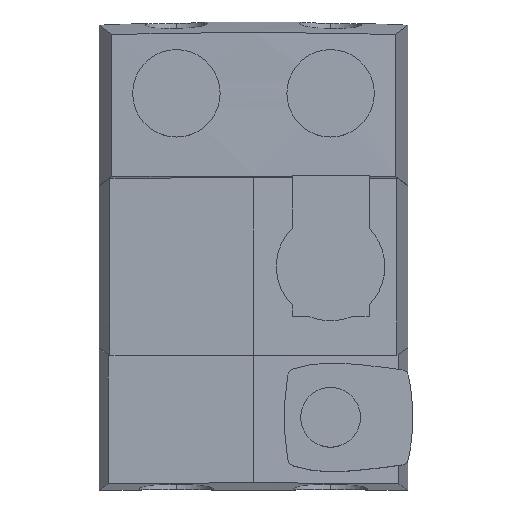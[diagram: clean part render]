
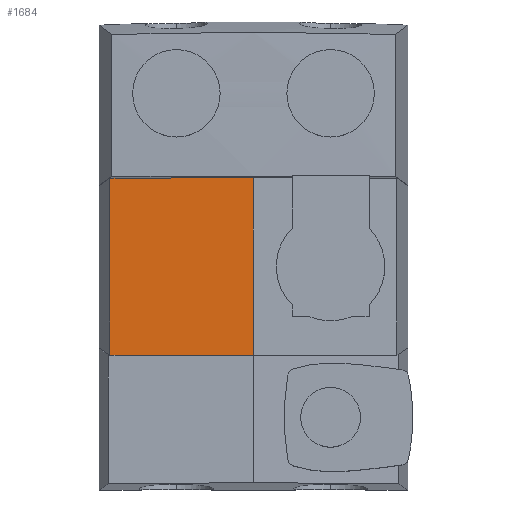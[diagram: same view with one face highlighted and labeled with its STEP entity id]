
A CAD part, top view. The second image highlights one B-rep face of the part: STEP entity #1684.
In plain terms, the highlighted cylindrical face has radius 2500 mm (diameter 5000 mm), a partial arc.
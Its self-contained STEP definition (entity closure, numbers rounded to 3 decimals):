
#19 = VERTEX_POINT ( 'NONE', #6352 ) ;
#159 = VECTOR ( 'NONE', #566, 1000. ) ;
#347 = CARTESIAN_POINT ( 'NONE',  ( -19.422, -72.116, 92.182 ) ) ;
#566 = DIRECTION ( 'NONE',  ( 0., 1., 0. ) ) ;
#586 = EDGE_CURVE ( 'NONE', #19, #2880, #3990, .T. ) ;
#752 = VERTEX_POINT ( 'NONE', #2234 ) ;
#779 = CARTESIAN_POINT ( 'NONE',  ( 0., 72.116, 92.182 ) ) ;
#919 = CARTESIAN_POINT ( 'NONE',  ( -77.555, 71.994, 91.28 ) ) ;
#1046 = CYLINDRICAL_SURFACE ( 'NONE', #4800, 2500. ) ;
#1076 = DIRECTION ( 'NONE',  ( 0., 1., 0. ) ) ;
#1529 = FACE_OUTER_BOUND ( 'NONE', #2609, .T. ) ;
#1638 = CARTESIAN_POINT ( 'NONE',  ( -116.333, -80., 89.474 ) ) ;
#1684 = ADVANCED_FACE ( 'NONE', ( #1529 ), #1046, .T. ) ;
#2126 = DIRECTION ( 'NONE',  ( 0., 0., 1. ) ) ;
#2156 = ORIENTED_EDGE ( 'NONE', *, *, #3661, .T. ) ;
#2157 = B_SPLINE_CURVE_WITH_KNOTS ( 'NONE', 3,
 ( #4803, #347, #2405, #4871, #4304 ),
 .UNSPECIFIED., .F., .F.,
 ( 4, 1, 4 ),
 ( 9.558, 9.616, 9.674 ),
 .UNSPECIFIED. ) ;
#2221 = CARTESIAN_POINT ( 'NONE',  ( -38.778, 72.116, 92.182 ) ) ;
#2234 = CARTESIAN_POINT ( 'NONE',  ( -116.333, -71.751, 89.474 ) ) ;
#2278 = EDGE_CURVE ( 'NONE', #5344, #752, #2157, .T. ) ;
#2291 = CARTESIAN_POINT ( 'NONE',  ( -116.333, 71.751, 89.474 ) ) ;
#2405 = CARTESIAN_POINT ( 'NONE',  ( -58.233, -72.055, 91.729 ) ) ;
#2609 = EDGE_LOOP ( 'NONE', ( #5171, #2156, #3445, #5172 ) ) ;
#2880 = VERTEX_POINT ( 'NONE', #5326 ) ;
#3022 = EDGE_CURVE ( 'NONE', #752, #19, #3923, .T. ) ;
#3445 = ORIENTED_EDGE ( 'NONE', *, *, #586, .F. ) ;
#3661 = EDGE_CURVE ( 'NONE', #5344, #2880, #5499, .T. ) ;
#3923 = LINE ( 'NONE', #1638, #159 ) ;
#3990 = B_SPLINE_CURVE_WITH_KNOTS ( 'NONE', 3,
 ( #2291, #919, #2221, #779 ),
 .UNSPECIFIED., .F., .F.,
 ( 4, 4 ),
 ( 0.014, 0.13 ),
 .UNSPECIFIED. ) ;
#4304 = CARTESIAN_POINT ( 'NONE',  ( -116.333, -71.751, 89.474 ) ) ;
#4563 = CARTESIAN_POINT ( 'NONE',  ( 0., -80., 92.182 ) ) ;
#4582 = CARTESIAN_POINT ( 'NONE',  ( 0., -80., -2407.818 ) ) ;
#4800 = AXIS2_PLACEMENT_3D ( 'NONE', #4582, #1076, #2126 ) ;
#4803 = CARTESIAN_POINT ( 'NONE',  ( 0., -72.116, 92.182 ) ) ;
#4871 = CARTESIAN_POINT ( 'NONE',  ( -96.977, -71.872, 90.376 ) ) ;
#5171 = ORIENTED_EDGE ( 'NONE', *, *, #2278, .F. ) ;
#5172 = ORIENTED_EDGE ( 'NONE', *, *, #3022, .F. ) ;
#5326 = CARTESIAN_POINT ( 'NONE',  ( 0., 72.116, 92.182 ) ) ;
#5344 = VERTEX_POINT ( 'NONE', #5915 ) ;
#5468 = DIRECTION ( 'NONE',  ( 0., 1., 0. ) ) ;
#5499 = LINE ( 'NONE', #4563, #5659 ) ;
#5659 = VECTOR ( 'NONE', #5468, 1000. ) ;
#5915 = CARTESIAN_POINT ( 'NONE',  ( 0., -72.116, 92.182 ) ) ;
#6352 = CARTESIAN_POINT ( 'NONE',  ( -116.333, 71.751, 89.474 ) ) ;
